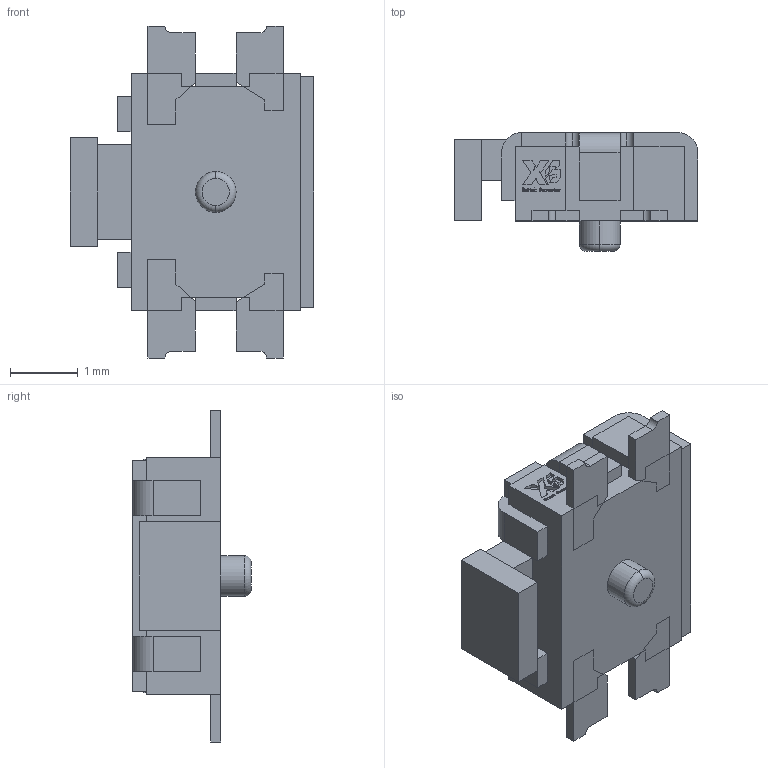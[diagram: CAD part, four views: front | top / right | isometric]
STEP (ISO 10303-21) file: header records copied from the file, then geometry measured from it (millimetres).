
FILE_DESCRIPTION(('STEP AP242'),'1');
FILE_NAME('xb-ts-1821sh.stp','2024-05-30T09:33:46',('TraceParts'),('TraceParts S.A.'),'Spatial InterOp 3D',' ',' ');
FILE_SCHEMA(('AP242_MANAGED_MODEL_BASED_3D_ENGINEERING_MIM_LF {1 0 10303 442 1 1 4}'));
Length unit declared in the file: millimetre
Products named in the file (1): xb-ts-1821sh_1
Bounding box: 3.6 x 1.75 x 4.9 mm (x, y, z)
Volume: 10.6 mm3; surface area: 88 mm2
Topology: 7 solids, 7 shells, 401 faces, 1063 edges, 700 vertices
Faces by surface type: plane 275, bspline 82, cylinder 42, torus 2
Entity records: 17016 total; most frequent: CARTESIAN_POINT 7501, ORIENTED_EDGE 2126, DIRECTION 1639, EDGE_CURVE 1063, LINE 811, VECTOR 811, VERTEX_POINT 700, EDGE_LOOP 427
